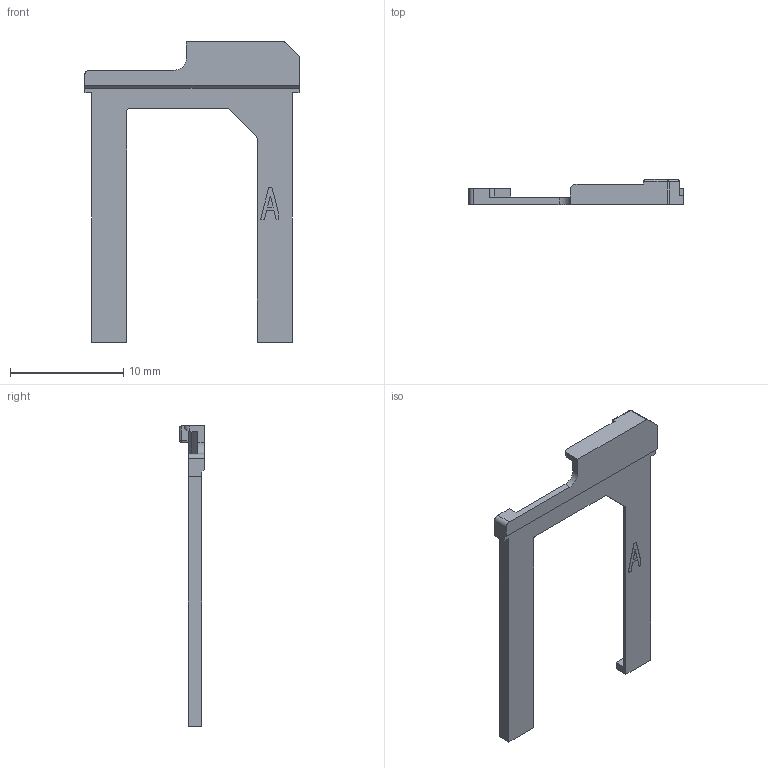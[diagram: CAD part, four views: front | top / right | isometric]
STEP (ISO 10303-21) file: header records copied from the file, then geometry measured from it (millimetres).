
FILE_DESCRIPTION (( 'STEP AP203' ), '1' );
FILE_NAME ('K3D-SF9-STS1-A-R3 JAE Connector Division Proprietary.STEP', '2008-04-15T09:37:13', ( '' ), ( '' ), 'SwSTEP 2.0', 'SolidWorks 2006052', '' );
FILE_SCHEMA (( 'CONFIG_CONTROL_DESIGN' ));
Length unit declared in the file: millimetre
Products named in the file (1): K3D-SF9-STS1-A-R3 JAE Connector Division Proprietary
Bounding box: 18.9 x 2.2 x 26.5 mm (x, y, z)
Volume: 155.2 mm3; surface area: 612.3 mm2
Topology: 1 solids, 1 shells, 91 faces, 247 edges, 158 vertices
Faces by surface type: plane 64, cylinder 23, sphere 4
Entity records: 2887 total; most frequent: CARTESIAN_POINT 500, ORIENTED_EDGE 488, DIRECTION 470, EDGE_CURVE 244, VECTOR 198, LINE 198, VERTEX_POINT 158, AXIS2_PLACEMENT_3D 136
